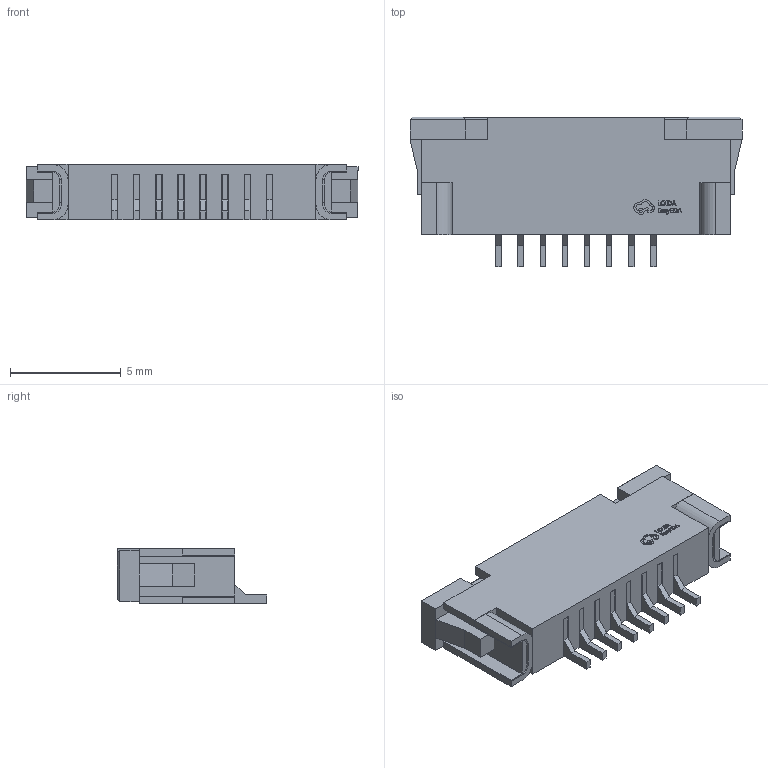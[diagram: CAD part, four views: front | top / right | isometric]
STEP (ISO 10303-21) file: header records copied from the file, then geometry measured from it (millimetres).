
FILE_DESCRIPTION (( 'STEP AP214' ), '1' );
FILE_NAME ('FPC-SMD_8P-P1.00_FPC1.0-8P-SJ.step', '2022-07-06T12:16:44', ( '' ), ( '' ), 'SwSTEP 2.0', 'SolidWorks 2020', '' );
FILE_SCHEMA (( 'AUTOMOTIVE_DESIGN' ));
Length unit declared in the file: millimetre
Products named in the file (1): FPC-SMD_8P-P1.00_FPC1.0-8P-SJ
Bounding box: 15 x 6.75 x 2.51 mm (x, y, z)
Volume: 171.3 mm3; surface area: 650.1 mm2
Topology: 12 solids, 12 shells, 670 faces, 1894 edges, 1258 vertices
Faces by surface type: plane 512, bspline 146, cylinder 12
Entity records: 30025 total; most frequent: CARTESIAN_POINT 7433, ORIENTED_EDGE 3788, DIRECTION 2672, EDGE_CURVE 1894, LINE 1574, VECTOR 1574, VERTEX_POINT 1258, EDGE_LOOP 696
